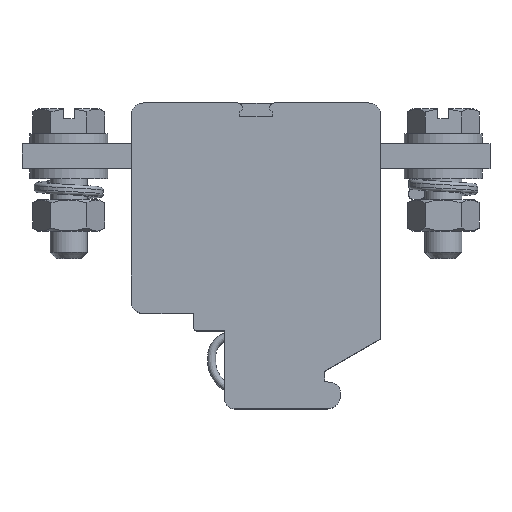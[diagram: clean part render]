
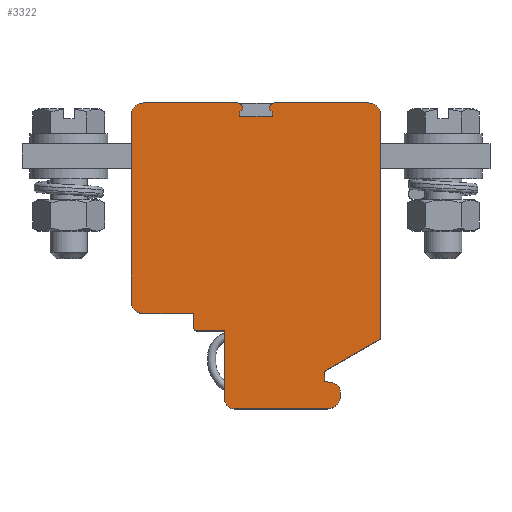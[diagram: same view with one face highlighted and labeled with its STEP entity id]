
A CAD part, top view. The second image highlights one B-rep face of the part: STEP entity #3322.
In plain terms, the highlighted planar face has unit normal (0, 0, 1).
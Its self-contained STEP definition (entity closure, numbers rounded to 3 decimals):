
#183=CIRCLE('',#3498,0.75);
#184=CIRCLE('',#3499,2.);
#185=CIRCLE('',#3500,2.);
#186=CIRCLE('',#3501,0.5);
#187=CIRCLE('',#3502,1.5);
#188=CIRCLE('',#3503,2.);
#189=CIRCLE('',#3504,1.5);
#190=CIRCLE('',#3505,2.);
#191=CIRCLE('',#3506,0.75);
#384=ORIENTED_EDGE('',*,*,#996,.T.);
#385=ORIENTED_EDGE('',*,*,#997,.T.);
#386=ORIENTED_EDGE('',*,*,#998,.T.);
#387=ORIENTED_EDGE('',*,*,#999,.T.);
#388=ORIENTED_EDGE('',*,*,#1000,.T.);
#389=ORIENTED_EDGE('',*,*,#1001,.T.);
#390=ORIENTED_EDGE('',*,*,#1002,.T.);
#391=ORIENTED_EDGE('',*,*,#1003,.T.);
#392=ORIENTED_EDGE('',*,*,#1004,.T.);
#393=ORIENTED_EDGE('',*,*,#1005,.T.);
#394=ORIENTED_EDGE('',*,*,#1006,.T.);
#395=ORIENTED_EDGE('',*,*,#1007,.T.);
#396=ORIENTED_EDGE('',*,*,#1008,.T.);
#397=ORIENTED_EDGE('',*,*,#1009,.T.);
#398=ORIENTED_EDGE('',*,*,#1010,.T.);
#399=ORIENTED_EDGE('',*,*,#1011,.T.);
#400=ORIENTED_EDGE('',*,*,#1012,.T.);
#401=ORIENTED_EDGE('',*,*,#1013,.T.);
#402=ORIENTED_EDGE('',*,*,#1014,.T.);
#403=ORIENTED_EDGE('',*,*,#1015,.T.);
#404=ORIENTED_EDGE('',*,*,#1016,.T.);
#405=ORIENTED_EDGE('',*,*,#1017,.T.);
#406=ORIENTED_EDGE('',*,*,#1018,.T.);
#407=ORIENTED_EDGE('',*,*,#1019,.T.);
#408=ORIENTED_EDGE('',*,*,#1020,.T.);
#409=ORIENTED_EDGE('',*,*,#1021,.T.);
#410=ORIENTED_EDGE('',*,*,#1022,.T.);
#411=ORIENTED_EDGE('',*,*,#1023,.T.);
#412=ORIENTED_EDGE('',*,*,#1024,.T.);
#996=EDGE_CURVE('',#1314,#1315,#1519,.T.);
#997=EDGE_CURVE('',#1315,#1316,#183,.T.);
#998=EDGE_CURVE('',#1316,#1317,#1520,.T.);
#999=EDGE_CURVE('',#1317,#1318,#184,.T.);
#1000=EDGE_CURVE('',#1318,#1319,#1521,.T.);
#1001=EDGE_CURVE('',#1319,#1320,#185,.T.);
#1002=EDGE_CURVE('',#1320,#1321,#1522,.T.);
#1003=EDGE_CURVE('',#1321,#1322,#1523,.T.);
#1004=EDGE_CURVE('',#1322,#1323,#186,.T.);
#1005=EDGE_CURVE('',#1323,#1324,#1524,.T.);
#1006=EDGE_CURVE('',#1324,#1325,#1525,.T.);
#1007=EDGE_CURVE('',#1325,#1326,#187,.T.);
#1008=EDGE_CURVE('',#1326,#1327,#1526,.T.);
#1009=EDGE_CURVE('',#1327,#1328,#188,.T.);
#1010=EDGE_CURVE('',#1328,#1329,#1527,.T.);
#1011=EDGE_CURVE('',#1329,#1330,#189,.T.);
#1012=EDGE_CURVE('',#1330,#1331,#1528,.T.);
#1013=EDGE_CURVE('',#1331,#1332,#1529,.T.);
#1014=EDGE_CURVE('',#1332,#1333,#1530,.T.);
#1015=EDGE_CURVE('',#1333,#1334,#1531,.T.);
#1016=EDGE_CURVE('',#1334,#1335,#190,.T.);
#1017=EDGE_CURVE('',#1335,#1336,#1532,.T.);
#1018=EDGE_CURVE('',#1336,#1337,#191,.T.);
#1019=EDGE_CURVE('',#1337,#1338,#1533,.T.);
#1020=EDGE_CURVE('',#1338,#1339,#1534,.T.);
#1021=EDGE_CURVE('',#1339,#1340,#1535,.T.);
#1022=EDGE_CURVE('',#1340,#1341,#1536,.T.);
#1023=EDGE_CURVE('',#1341,#1342,#1537,.T.);
#1024=EDGE_CURVE('',#1342,#1314,#1538,.T.);
#1314=VERTEX_POINT('',#5348);
#1315=VERTEX_POINT('',#5349);
#1316=VERTEX_POINT('',#5351);
#1317=VERTEX_POINT('',#5353);
#1318=VERTEX_POINT('',#5355);
#1319=VERTEX_POINT('',#5357);
#1320=VERTEX_POINT('',#5359);
#1321=VERTEX_POINT('',#5361);
#1322=VERTEX_POINT('',#5363);
#1323=VERTEX_POINT('',#5365);
#1324=VERTEX_POINT('',#5367);
#1325=VERTEX_POINT('',#5369);
#1326=VERTEX_POINT('',#5371);
#1327=VERTEX_POINT('',#5373);
#1328=VERTEX_POINT('',#5375);
#1329=VERTEX_POINT('',#5377);
#1330=VERTEX_POINT('',#5379);
#1331=VERTEX_POINT('',#5381);
#1332=VERTEX_POINT('',#5383);
#1333=VERTEX_POINT('',#5385);
#1334=VERTEX_POINT('',#5387);
#1335=VERTEX_POINT('',#5389);
#1336=VERTEX_POINT('',#5391);
#1337=VERTEX_POINT('',#5393);
#1338=VERTEX_POINT('',#5395);
#1339=VERTEX_POINT('',#5397);
#1340=VERTEX_POINT('',#5399);
#1341=VERTEX_POINT('',#5401);
#1342=VERTEX_POINT('',#5403);
#1519=LINE('',#5347,#1710);
#1520=LINE('',#5352,#1711);
#1521=LINE('',#5356,#1712);
#1522=LINE('',#5360,#1713);
#1523=LINE('',#5362,#1714);
#1524=LINE('',#5366,#1715);
#1525=LINE('',#5368,#1716);
#1526=LINE('',#5372,#1717);
#1527=LINE('',#5376,#1718);
#1528=LINE('',#5380,#1719);
#1529=LINE('',#5382,#1720);
#1530=LINE('',#5384,#1721);
#1531=LINE('',#5386,#1722);
#1532=LINE('',#5390,#1723);
#1533=LINE('',#5394,#1724);
#1534=LINE('',#5396,#1725);
#1535=LINE('',#5398,#1726);
#1536=LINE('',#5400,#1727);
#1537=LINE('',#5402,#1728);
#1538=LINE('',#5404,#1729);
#1710=VECTOR('',#3794,1000.);
#1711=VECTOR('',#3797,1000.);
#1712=VECTOR('',#3800,1000.);
#1713=VECTOR('',#3803,1000.);
#1714=VECTOR('',#3804,1000.);
#1715=VECTOR('',#3807,1000.);
#1716=VECTOR('',#3808,1000.);
#1717=VECTOR('',#3811,1000.);
#1718=VECTOR('',#3814,1000.);
#1719=VECTOR('',#3817,1000.);
#1720=VECTOR('',#3818,1000.);
#1721=VECTOR('',#3819,1000.);
#1722=VECTOR('',#3820,1000.);
#1723=VECTOR('',#3823,1000.);
#1724=VECTOR('',#3826,1000.);
#1725=VECTOR('',#3827,1000.);
#1726=VECTOR('',#3828,1000.);
#1727=VECTOR('',#3829,1000.);
#1728=VECTOR('',#3830,1000.);
#1729=VECTOR('',#3831,1000.);
#1928=EDGE_LOOP('',(#384,#385,#386,#387,#388,#389,#390,#391,#392,#393,#394,
#395,#396,#397,#398,#399,#400,#401,#402,#403,#404,#405,#406,#407,#408,#409,
#410,#411,#412));
#2129=FACE_BOUND('',#1928,.T.);
#2292=PLANE('',#3497);
#3322=ADVANCED_FACE('',(#2129),#2292,.T.);
#3497=AXIS2_PLACEMENT_3D('',#5346,#3792,#3793);
#3498=AXIS2_PLACEMENT_3D('',#5350,#3795,#3796);
#3499=AXIS2_PLACEMENT_3D('',#5354,#3798,#3799);
#3500=AXIS2_PLACEMENT_3D('',#5358,#3801,#3802);
#3501=AXIS2_PLACEMENT_3D('',#5364,#3805,#3806);
#3502=AXIS2_PLACEMENT_3D('',#5370,#3809,#3810);
#3503=AXIS2_PLACEMENT_3D('',#5374,#3812,#3813);
#3504=AXIS2_PLACEMENT_3D('',#5378,#3815,#3816);
#3505=AXIS2_PLACEMENT_3D('',#5388,#3821,#3822);
#3506=AXIS2_PLACEMENT_3D('',#5392,#3824,#3825);
#3792=DIRECTION('',(0.,0.,1.));
#3793=DIRECTION('',(1.,0.,0.));
#3794=DIRECTION('',(0.,1.,0.));
#3795=DIRECTION('',(0.,0.,1.));
#3796=DIRECTION('',(1.,0.,0.));
#3797=DIRECTION('',(-1.,0.,0.));
#3798=DIRECTION('',(0.,0.,1.));
#3799=DIRECTION('',(1.,0.,0.));
#3800=DIRECTION('',(0.,-1.,0.));
#3801=DIRECTION('',(0.,0.,1.));
#3802=DIRECTION('',(1.,0.,0.));
#3803=DIRECTION('',(1.,0.,0.));
#3804=DIRECTION('',(0.,-1.,0.));
#3805=DIRECTION('',(0.,0.,1.));
#3806=DIRECTION('',(1.,0.,0.));
#3807=DIRECTION('',(1.,0.,0.));
#3808=DIRECTION('',(0.,-1.,0.));
#3809=DIRECTION('',(0.,0.,1.));
#3810=DIRECTION('',(1.,0.,0.));
#3811=DIRECTION('',(1.,0.,0.));
#3812=DIRECTION('',(0.,0.,1.));
#3813=DIRECTION('',(-1.,0.,0.));
#3814=DIRECTION('',(0.,1.,0.));
#3815=DIRECTION('',(0.,0.,1.));
#3816=DIRECTION('',(1.,0.,0.));
#3817=DIRECTION('',(-0.981,0.194,0.));
#3818=DIRECTION('',(0.,1.,0.));
#3819=DIRECTION('',(0.866,0.5,0.));
#3820=DIRECTION('',(0.,1.,0.));
#3821=DIRECTION('',(0.,0.,1.));
#3822=DIRECTION('',(1.,0.,0.));
#3823=DIRECTION('',(-1.,0.,0.));
#3824=DIRECTION('',(0.,0.,1.));
#3825=DIRECTION('',(1.,0.,0.));
#3826=DIRECTION('',(0.,-1.,0.));
#3827=DIRECTION('',(0.766,-0.643,0.));
#3828=DIRECTION('',(0.,-1.,0.));
#3829=DIRECTION('',(-1.,0.,0.));
#3830=DIRECTION('',(0.,1.,0.));
#3831=DIRECTION('',(0.766,0.643,0.));
#5346=CARTESIAN_POINT('',(-10.,17.5,28.));
#5347=CARTESIAN_POINT('',(-2.15,23.46,28.));
#5348=CARTESIAN_POINT('',(-2.15,23.46,28.));
#5349=CARTESIAN_POINT('',(-2.15,23.75,28.));
#5350=CARTESIAN_POINT('',(-2.9,23.75,28.));
#5351=CARTESIAN_POINT('',(-2.9,24.5,28.));
#5352=CARTESIAN_POINT('',(-2.9,24.5,28.));
#5353=CARTESIAN_POINT('',(-18.,24.5,28.));
#5354=CARTESIAN_POINT('',(-18.,22.5,28.));
#5355=CARTESIAN_POINT('',(-20.,22.5,28.));
#5356=CARTESIAN_POINT('',(-20.,22.5,28.));
#5357=CARTESIAN_POINT('',(-20.,-7.25,28.));
#5358=CARTESIAN_POINT('',(-18.,-7.25,28.));
#5359=CARTESIAN_POINT('',(-18.,-9.25,28.));
#5360=CARTESIAN_POINT('',(-18.,-9.25,28.));
#5361=CARTESIAN_POINT('',(-10.,-9.25,28.));
#5362=CARTESIAN_POINT('',(-10.,-9.25,28.));
#5363=CARTESIAN_POINT('',(-10.,-11.5,28.));
#5364=CARTESIAN_POINT('',(-9.5,-11.5,28.));
#5365=CARTESIAN_POINT('',(-9.5,-12.,28.));
#5366=CARTESIAN_POINT('',(-9.5,-12.,28.));
#5367=CARTESIAN_POINT('',(-5.,-12.,28.));
#5368=CARTESIAN_POINT('',(-5.,-12.,28.));
#5369=CARTESIAN_POINT('',(-5.,-23.,28.));
#5370=CARTESIAN_POINT('',(-3.5,-23.,28.));
#5371=CARTESIAN_POINT('',(-3.5,-24.5,28.));
#5372=CARTESIAN_POINT('',(-3.5,-24.5,28.));
#5373=CARTESIAN_POINT('',(11.5,-24.5,28.));
#5374=CARTESIAN_POINT('',(11.5,-22.5,28.));
#5375=CARTESIAN_POINT('',(13.5,-22.5,28.));
#5376=CARTESIAN_POINT('',(13.5,-22.5,28.));
#5377=CARTESIAN_POINT('',(13.5,-21.827,28.));
#5378=CARTESIAN_POINT('',(12.,-21.827,28.));
#5379=CARTESIAN_POINT('',(12.291,-20.355,28.));
#5380=CARTESIAN_POINT('',(12.291,-20.355,28.));
#5381=CARTESIAN_POINT('',(11.,-20.1,28.));
#5382=CARTESIAN_POINT('',(11.,-20.1,28.));
#5383=CARTESIAN_POINT('',(11.,-18.5,28.));
#5384=CARTESIAN_POINT('',(11.,-18.5,28.));
#5385=CARTESIAN_POINT('',(20.,-13.304,28.));
#5386=CARTESIAN_POINT('',(20.,-13.304,28.));
#5387=CARTESIAN_POINT('',(20.,22.5,28.));
#5388=CARTESIAN_POINT('',(18.,22.5,28.));
#5389=CARTESIAN_POINT('',(18.,24.5,28.));
#5390=CARTESIAN_POINT('',(18.,24.5,28.));
#5391=CARTESIAN_POINT('',(2.9,24.5,28.));
#5392=CARTESIAN_POINT('',(2.9,23.75,28.));
#5393=CARTESIAN_POINT('',(2.15,23.75,28.));
#5394=CARTESIAN_POINT('',(2.15,23.75,28.));
#5395=CARTESIAN_POINT('',(2.15,23.46,28.));
#5396=CARTESIAN_POINT('',(2.15,23.46,28.));
#5397=CARTESIAN_POINT('',(2.6,23.082,28.));
#5398=CARTESIAN_POINT('',(2.6,23.082,28.));
#5399=CARTESIAN_POINT('',(2.6,22.35,28.));
#5400=CARTESIAN_POINT('',(2.6,22.35,28.));
#5401=CARTESIAN_POINT('',(-2.6,22.35,28.));
#5402=CARTESIAN_POINT('',(-2.6,22.35,28.));
#5403=CARTESIAN_POINT('',(-2.6,23.082,28.));
#5404=CARTESIAN_POINT('',(-2.6,23.082,28.));
